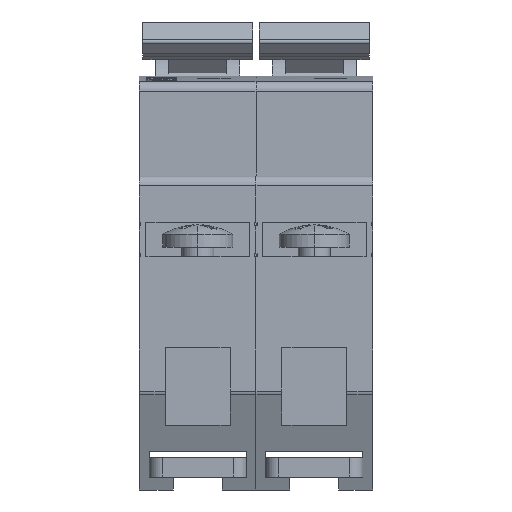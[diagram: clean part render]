
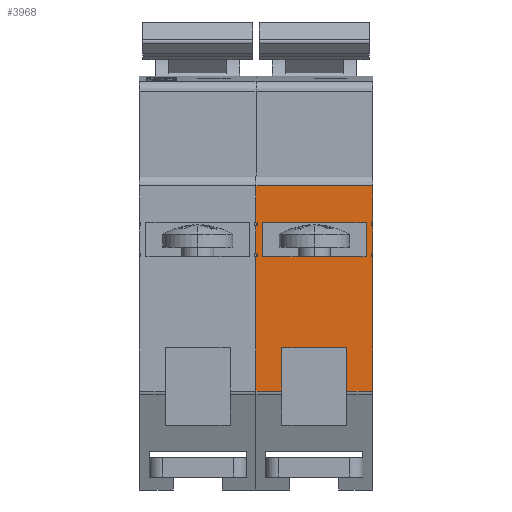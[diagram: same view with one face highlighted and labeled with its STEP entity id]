
A CAD part, left-side view. The second image highlights one B-rep face of the part: STEP entity #3968.
In plain terms, the highlighted planar face has unit normal (-1, 0, 0).
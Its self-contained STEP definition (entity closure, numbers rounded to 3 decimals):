
#123=DIRECTION('',(0.,0.,-1.));
#124=VECTOR('',#123,20.711);
#125=CARTESIAN_POINT('',(-43.75,-9.,-12.5));
#126=LINE('',#125,#124);
#127=DIRECTION('',(0.,0.,-1.));
#128=VECTOR('',#127,5.7);
#129=CARTESIAN_POINT('',(-43.75,-9.,-1.5));
#130=LINE('',#129,#128);
#925=DIRECTION('',(0.,-1.,0.));
#926=VECTOR('',#925,18.);
#927=CARTESIAN_POINT('',(-43.75,9.,-1.5));
#928=LINE('',#927,#926);
#933=DIRECTION('',(0.,0.,-1.));
#934=VECTOR('',#933,20.711);
#935=CARTESIAN_POINT('',(-43.75,9.,-12.5));
#936=LINE('',#935,#934);
#937=DIRECTION('',(0.,-1.,0.));
#938=VECTOR('',#937,0.2);
#939=CARTESIAN_POINT('',(-43.75,9.,-12.));
#940=LINE('',#939,#938);
#941=DIRECTION('',(0.,0.,-1.));
#942=VECTOR('',#941,4.3);
#943=CARTESIAN_POINT('',(-43.75,9.,-7.7));
#944=LINE('',#943,#942);
#945=DIRECTION('',(0.,-1.,0.));
#946=VECTOR('',#945,0.2);
#947=CARTESIAN_POINT('',(-43.75,9.,-7.2));
#948=LINE('',#947,#946);
#949=DIRECTION('',(0.,0.,-1.));
#950=VECTOR('',#949,5.7);
#951=CARTESIAN_POINT('',(-43.75,9.,-1.5));
#952=LINE('',#951,#950);
#953=DIRECTION('',(0.,1.,0.));
#954=VECTOR('',#953,0.2);
#955=CARTESIAN_POINT('',(-43.75,-9.,-7.7));
#956=LINE('',#955,#954);
#957=DIRECTION('',(0.,1.,0.));
#958=VECTOR('',#957,0.2);
#959=CARTESIAN_POINT('',(-43.75,-9.,-12.5));
#960=LINE('',#959,#958);
#961=DIRECTION('',(0.,-1.,0.));
#962=VECTOR('',#961,16.);
#963=CARTESIAN_POINT('',(-43.75,8.,-7.2));
#964=LINE('',#963,#962);
#965=DIRECTION('',(0.,0.,1.));
#966=VECTOR('',#965,5.3);
#967=CARTESIAN_POINT('',(-43.75,8.,-12.5));
#968=LINE('',#967,#966);
#977=DIRECTION('',(0.,0.,1.));
#978=VECTOR('',#977,6.711);
#979=CARTESIAN_POINT('',(-43.75,-5.,-33.211));
#980=LINE('',#979,#978);
#1230=DIRECTION('',(0.,1.,0.));
#1231=VECTOR('',#1230,4.);
#1232=CARTESIAN_POINT('',(-43.75,5.,-33.211));
#1233=LINE('',#1232,#1231);
#1234=DIRECTION('',(0.,0.,-1.));
#1235=VECTOR('',#1234,6.711);
#1236=CARTESIAN_POINT('',(-43.75,5.,-26.5));
#1237=LINE('',#1236,#1235);
#1251=DIRECTION('',(0.,1.,0.));
#1252=VECTOR('',#1251,10.);
#1253=CARTESIAN_POINT('',(-43.75,-5.,-26.5));
#1254=LINE('',#1253,#1252);
#1287=DIRECTION('',(0.,1.,0.));
#1288=VECTOR('',#1287,4.);
#1289=CARTESIAN_POINT('',(-43.75,-9.,-33.211));
#1290=LINE('',#1289,#1288);
#1295=DIRECTION('',(0.,-1.,0.));
#1296=VECTOR('',#1295,0.2);
#1297=CARTESIAN_POINT('',(-43.75,9.,-12.5));
#1298=LINE('',#1297,#1296);
#1319=DIRECTION('',(0.,0.,1.));
#1320=VECTOR('',#1319,0.5);
#1321=CARTESIAN_POINT('',(-43.75,8.8,-7.7));
#1322=LINE('',#1321,#1320);
#1335=DIRECTION('',(0.,0.,1.));
#1336=VECTOR('',#1335,0.5);
#1337=CARTESIAN_POINT('',(-43.75,8.8,-12.5));
#1338=LINE('',#1337,#1336);
#1351=DIRECTION('',(0.,-1.,0.));
#1352=VECTOR('',#1351,0.2);
#1353=CARTESIAN_POINT('',(-43.75,9.,-7.7));
#1354=LINE('',#1353,#1352);
#1375=DIRECTION('',(0.,1.,0.));
#1376=VECTOR('',#1375,0.2);
#1377=CARTESIAN_POINT('',(-43.75,-9.,-7.2));
#1378=LINE('',#1377,#1376);
#1395=DIRECTION('',(0.,0.,-1.));
#1396=VECTOR('',#1395,0.5);
#1397=CARTESIAN_POINT('',(-43.75,-8.8,-7.2));
#1398=LINE('',#1397,#1396);
#1411=DIRECTION('',(0.,0.,-1.));
#1412=VECTOR('',#1411,0.5);
#1413=CARTESIAN_POINT('',(-43.75,-8.8,-12.));
#1414=LINE('',#1413,#1412);
#1431=DIRECTION('',(0.,1.,0.));
#1432=VECTOR('',#1431,0.2);
#1433=CARTESIAN_POINT('',(-43.75,-9.,-12.));
#1434=LINE('',#1433,#1432);
#1435=DIRECTION('',(0.,0.,-1.));
#1436=VECTOR('',#1435,4.3);
#1437=CARTESIAN_POINT('',(-43.75,-9.,-7.7));
#1438=LINE('',#1437,#1436);
#1455=DIRECTION('',(0.,-1.,0.));
#1456=VECTOR('',#1455,10.);
#1457=CARTESIAN_POINT('',(-43.75,5.,-12.505));
#1458=LINE('',#1457,#1456);
#1479=DIRECTION('',(0.,-1.,-0.002));
#1480=VECTOR('',#1479,3.);
#1481=CARTESIAN_POINT('',(-43.75,8.,-12.5));
#1482=LINE('',#1481,#1480);
#1513=DIRECTION('',(0.,0.,1.));
#1514=VECTOR('',#1513,5.3);
#1515=CARTESIAN_POINT('',(-43.75,-8.,-12.5));
#1516=LINE('',#1515,#1514);
#1525=DIRECTION('',(0.,-1.,0.002));
#1526=VECTOR('',#1525,3.);
#1527=CARTESIAN_POINT('',(-43.75,-5.,-12.505));
#1528=LINE('',#1527,#1526);
#2037=CARTESIAN_POINT('',(-43.75,-9.,-1.5));
#2038=VERTEX_POINT('',#2037);
#2039=CARTESIAN_POINT('',(-43.75,-9.,-7.2));
#2040=VERTEX_POINT('',#2039);
#2045=CARTESIAN_POINT('',(-43.75,-9.,-12.5));
#2046=VERTEX_POINT('',#2045);
#2047=CARTESIAN_POINT('',(-43.75,-9.,-33.211));
#2048=VERTEX_POINT('',#2047);
#2096=CARTESIAN_POINT('',(-43.75,9.,-7.7));
#2098=VERTEX_POINT('',#2096);
#2099=CARTESIAN_POINT('',(-43.75,8.8,-7.7));
#2100=VERTEX_POINT('',#2099);
#2111=CARTESIAN_POINT('',(-43.75,-5.,-33.211));
#2112=VERTEX_POINT('',#2111);
#2113=CARTESIAN_POINT('',(-43.75,-5.,-26.5));
#2114=VERTEX_POINT('',#2113);
#2119=CARTESIAN_POINT('',(-43.75,9.,-12.5));
#2120=VERTEX_POINT('',#2119);
#2121=CARTESIAN_POINT('',(-43.75,8.8,-12.5));
#2122=VERTEX_POINT('',#2121);
#2139=CARTESIAN_POINT('',(-43.75,5.,-26.5));
#2140=CARTESIAN_POINT('',(-43.75,5.,-33.211));
#2141=VERTEX_POINT('',#2139);
#2142=VERTEX_POINT('',#2140);
#2167=CARTESIAN_POINT('',(-43.75,-8.8,-12.5));
#2168=VERTEX_POINT('',#2167);
#2181=CARTESIAN_POINT('',(-43.75,-8.8,-7.2));
#2182=VERTEX_POINT('',#2181);
#2195=CARTESIAN_POINT('',(-43.75,9.,-1.5));
#2196=VERTEX_POINT('',#2195);
#2209=CARTESIAN_POINT('',(-43.75,-8.,-7.2));
#2211=VERTEX_POINT('',#2209);
#2213=CARTESIAN_POINT('',(-43.75,8.,-7.2));
#2214=VERTEX_POINT('',#2213);
#2217=CARTESIAN_POINT('',(-43.75,-8.,-12.5));
#2219=VERTEX_POINT('',#2217);
#2231=CARTESIAN_POINT('',(-43.75,9.,-33.211));
#2232=VERTEX_POINT('',#2231);
#2235=CARTESIAN_POINT('',(-43.75,-5.,-12.505));
#2236=VERTEX_POINT('',#2235);
#2246=CARTESIAN_POINT('',(-43.75,-9.,-12.));
#2248=VERTEX_POINT('',#2246);
#2251=CARTESIAN_POINT('',(-43.75,-9.,-7.7));
#2252=VERTEX_POINT('',#2251);
#2257=CARTESIAN_POINT('',(-43.75,5.,-12.505));
#2258=VERTEX_POINT('',#2257);
#2289=CARTESIAN_POINT('',(-43.75,9.,-7.2));
#2290=VERTEX_POINT('',#2289);
#2301=CARTESIAN_POINT('',(-43.75,8.8,-7.2));
#2302=VERTEX_POINT('',#2301);
#2303=CARTESIAN_POINT('',(-43.75,8.8,-12.));
#2304=VERTEX_POINT('',#2303);
#2305=CARTESIAN_POINT('',(-43.75,-8.8,-12.));
#2306=VERTEX_POINT('',#2305);
#2311=CARTESIAN_POINT('',(-43.75,-8.8,-7.7));
#2312=VERTEX_POINT('',#2311);
#2318=CARTESIAN_POINT('',(-43.75,8.,-12.5));
#2320=VERTEX_POINT('',#2318);
#2323=CARTESIAN_POINT('',(-43.75,9.,-12.));
#2324=VERTEX_POINT('',#2323);
#3904=CARTESIAN_POINT('',(-43.75,-9.,0.));
#3905=DIRECTION('',(-1.,0.,0.));
#3906=DIRECTION('',(0.,0.,1.));
#3907=AXIS2_PLACEMENT_3D('',#3904,#3905,#3906);
#3908=PLANE('',#3907);
#3910=ORIENTED_EDGE('',*,*,#3909,.T.);
#3912=ORIENTED_EDGE('',*,*,#3911,.T.);
#3914=ORIENTED_EDGE('',*,*,#3913,.T.);
#3916=ORIENTED_EDGE('',*,*,#3915,.T.);
#3917=ORIENTED_EDGE('',*,*,#2692,.F.);
#3919=ORIENTED_EDGE('',*,*,#3918,.T.);
#3921=ORIENTED_EDGE('',*,*,#3920,.T.);
#3923=ORIENTED_EDGE('',*,*,#3922,.F.);
#3925=ORIENTED_EDGE('',*,*,#3924,.F.);
#3927=ORIENTED_EDGE('',*,*,#3926,.T.);
#3929=ORIENTED_EDGE('',*,*,#3928,.T.);
#3931=ORIENTED_EDGE('',*,*,#3930,.F.);
#3932=ORIENTED_EDGE('',*,*,#2684,.F.);
#3933=ORIENTED_EDGE('',*,*,#3890,.T.);
#3934=ORIENTED_EDGE('',*,*,#2531,.T.);
#3936=ORIENTED_EDGE('',*,*,#3935,.T.);
#3938=ORIENTED_EDGE('',*,*,#3937,.T.);
#3940=ORIENTED_EDGE('',*,*,#3939,.F.);
#3942=ORIENTED_EDGE('',*,*,#3941,.T.);
#3944=ORIENTED_EDGE('',*,*,#3943,.T.);
#3946=ORIENTED_EDGE('',*,*,#3945,.T.);
#3948=ORIENTED_EDGE('',*,*,#3947,.F.);
#3949=ORIENTED_EDGE('',*,*,#2523,.T.);
#3951=ORIENTED_EDGE('',*,*,#3950,.T.);
#3952=EDGE_LOOP('',(#3910,#3912,#3914,#3916,#3917,#3919,#3921,#3923,#3925,#3927,
#3929,#3931,#3932,#3933,#3934,#3936,#3938,#3940,#3942,#3944,#3946,#3948,#3949,
#3951));
#3953=FACE_OUTER_BOUND('',#3952,.F.);
#3955=ORIENTED_EDGE('',*,*,#3954,.T.);
#3957=ORIENTED_EDGE('',*,*,#3956,.T.);
#3959=ORIENTED_EDGE('',*,*,#3958,.T.);
#3961=ORIENTED_EDGE('',*,*,#3960,.F.);
#3963=ORIENTED_EDGE('',*,*,#3962,.F.);
#3965=ORIENTED_EDGE('',*,*,#3964,.T.);
#3966=EDGE_LOOP('',(#3955,#3957,#3959,#3961,#3963,#3965));
#3967=FACE_BOUND('',#3966,.F.);
#2523=EDGE_CURVE('',#2046,#2048,#126,.T.);
#2531=EDGE_CURVE('',#2038,#2040,#130,.T.);
#2684=EDGE_CURVE('',#2196,#2290,#952,.T.);
#2692=EDGE_CURVE('',#2120,#2232,#936,.T.);
#3890=EDGE_CURVE('',#2196,#2038,#928,.T.);
#3909=EDGE_CURVE('',#2112,#2114,#980,.T.);
#3911=EDGE_CURVE('',#2114,#2141,#1254,.T.);
#3913=EDGE_CURVE('',#2141,#2142,#1237,.T.);
#3915=EDGE_CURVE('',#2142,#2232,#1233,.T.);
#3918=EDGE_CURVE('',#2120,#2122,#1298,.T.);
#3920=EDGE_CURVE('',#2122,#2304,#1338,.T.);
#3922=EDGE_CURVE('',#2324,#2304,#940,.T.);
#3924=EDGE_CURVE('',#2098,#2324,#944,.T.);
#3926=EDGE_CURVE('',#2098,#2100,#1354,.T.);
#3928=EDGE_CURVE('',#2100,#2302,#1322,.T.);
#3930=EDGE_CURVE('',#2290,#2302,#948,.T.);
#3935=EDGE_CURVE('',#2040,#2182,#1378,.T.);
#3937=EDGE_CURVE('',#2182,#2312,#1398,.T.);
#3939=EDGE_CURVE('',#2252,#2312,#956,.T.);
#3941=EDGE_CURVE('',#2252,#2248,#1438,.T.);
#3943=EDGE_CURVE('',#2248,#2306,#1434,.T.);
#3945=EDGE_CURVE('',#2306,#2168,#1414,.T.);
#3947=EDGE_CURVE('',#2046,#2168,#960,.T.);
#3950=EDGE_CURVE('',#2048,#2112,#1290,.T.);
#3954=EDGE_CURVE('',#2258,#2236,#1458,.T.);
#3956=EDGE_CURVE('',#2236,#2219,#1528,.T.);
#3958=EDGE_CURVE('',#2219,#2211,#1516,.T.);
#3960=EDGE_CURVE('',#2214,#2211,#964,.T.);
#3962=EDGE_CURVE('',#2320,#2214,#968,.T.);
#3964=EDGE_CURVE('',#2320,#2258,#1482,.T.);
#3968=ADVANCED_FACE('',(#3953,#3967),#3908,.T.);
